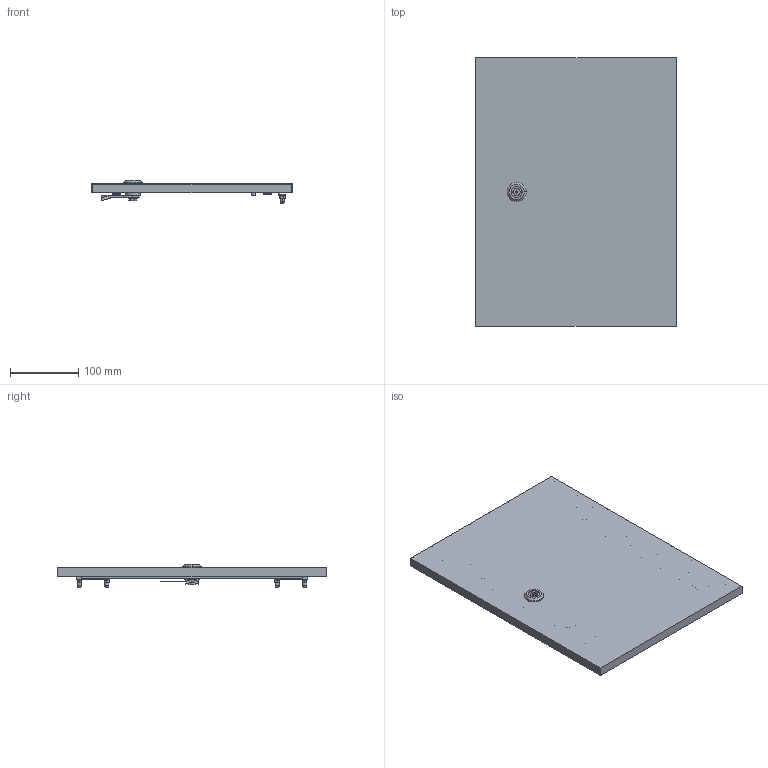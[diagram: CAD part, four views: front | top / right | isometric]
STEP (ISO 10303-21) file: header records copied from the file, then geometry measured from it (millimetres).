
FILE_DESCRIPTION (( 'STEP AP214' ), '1' );
FILE_NAME ('3351-3040-00-90.step', '2024-01-10T06:09:53', ( '' ), ( '' ), 'SwSTEP 2.0', 'SolidWorks 2019', '' );
FILE_SCHEMA (( 'AUTOMOTIVE_DESIGN' ));
Length unit declared in the file: millimetre
Products named in the file (1): 3351-3040-00-90
Bounding box: 294 x 394 x 34.5 mm (x, y, z)
Volume: 268467.1 mm3; surface area: 345567.4 mm2
Topology: 11 solids, 15 shells, 616 faces, 1561 edges, 1016 vertices
Faces by surface type: plane 394, cylinder 200, torus 12, sphere 8, cone 2
Entity records: 18745 total; most frequent: DIRECTION 3241, CARTESIAN_POINT 3170, ORIENTED_EDGE 3090, EDGE_CURVE 1545, VECTOR 1083, LINE 1083, AXIS2_PLACEMENT_3D 1079, VERTEX_POINT 1008
